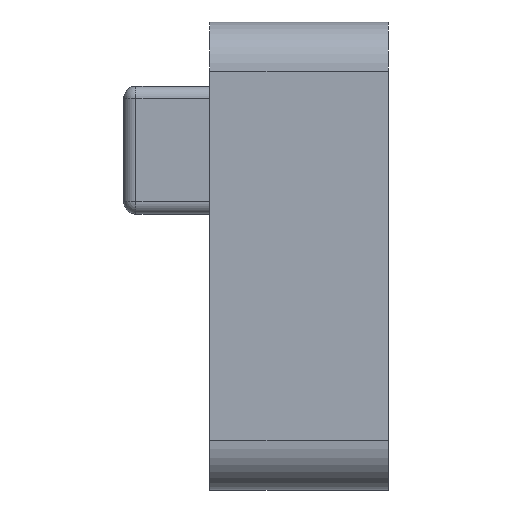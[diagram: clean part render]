
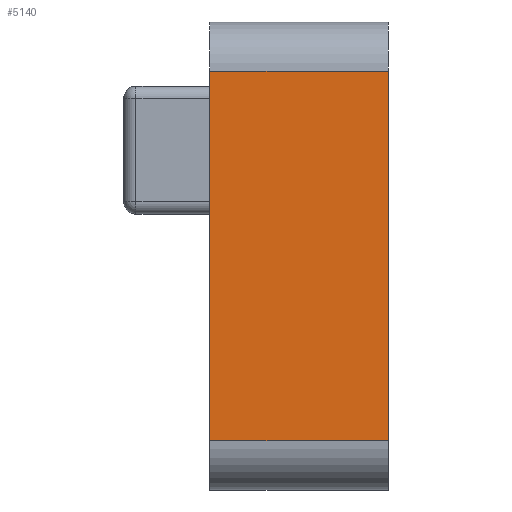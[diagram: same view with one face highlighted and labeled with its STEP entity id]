
A CAD part, front view. The second image highlights one B-rep face of the part: STEP entity #5140.
In plain terms, the highlighted planar face has unit normal (0, -1, 0).
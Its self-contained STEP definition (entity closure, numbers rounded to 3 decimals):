
#193 = LINE ( 'NONE', #8348, #15608 ) ;
#321 = DIRECTION ( 'NONE',  ( 0., 0., 1. ) ) ;
#725 = VERTEX_POINT ( 'NONE', #6978 ) ;
#2143 = EDGE_CURVE ( 'NONE', #7957, #5009, #8810, .T. ) ;
#3845 = CARTESIAN_POINT ( 'NONE',  ( -3.625, -17., 7.5 ) ) ;
#4144 = ORIENTED_EDGE ( 'NONE', *, *, #16489, .T. ) ;
#4806 = VERTEX_POINT ( 'NONE', #14704 ) ;
#5009 = VERTEX_POINT ( 'NONE', #9406 ) ;
#5140 = ADVANCED_FACE ( 'NONE', ( #7076 ), #7976, .F. ) ;
#6593 = CARTESIAN_POINT ( 'NONE',  ( -3.625, -17., 9.5 ) ) ;
#6978 = CARTESIAN_POINT ( 'NONE',  ( 3.625, -17., 7.5 ) ) ;
#7076 = FACE_OUTER_BOUND ( 'NONE', #14614, .T. ) ;
#7957 = VERTEX_POINT ( 'NONE', #3845 ) ;
#7976 = PLANE ( 'NONE',  #19771 ) ;
#8050 = CARTESIAN_POINT ( 'NONE',  ( 3.625, -17., 9.5 ) ) ;
#8348 = CARTESIAN_POINT ( 'NONE',  ( 3.625, -17., 9.5 ) ) ;
#8810 = LINE ( 'NONE', #6593, #10751 ) ;
#9406 = CARTESIAN_POINT ( 'NONE',  ( -3.625, -17., -7.5 ) ) ;
#9687 = DIRECTION ( 'NONE',  ( 0., 0., -1. ) ) ;
#10496 = CARTESIAN_POINT ( 'NONE',  ( 3.625, -17., 7.5 ) ) ;
#10568 = CARTESIAN_POINT ( 'NONE',  ( 3.625, -17., -7.5 ) ) ;
#10751 = VECTOR ( 'NONE', #9687, 1000. ) ;
#13123 = DIRECTION ( 'NONE',  ( 0., 0., -1. ) ) ;
#13936 = VECTOR ( 'NONE', #16562, 1000. ) ;
#14614 = EDGE_LOOP ( 'NONE', ( #15747, #19625, #19524, #4144 ) ) ;
#14704 = CARTESIAN_POINT ( 'NONE',  ( 3.625, -17., -7.5 ) ) ;
#14927 = EDGE_CURVE ( 'NONE', #5009, #4806, #17606, .T. ) ;
#15608 = VECTOR ( 'NONE', #13123, 1000. ) ;
#15747 = ORIENTED_EDGE ( 'NONE', *, *, #2143, .T. ) ;
#16489 = EDGE_CURVE ( 'NONE', #725, #7957, #18548, .T. ) ;
#16562 = DIRECTION ( 'NONE',  ( -1., 0., 0. ) ) ;
#16633 = VECTOR ( 'NONE', #16899, 1000. ) ;
#16899 = DIRECTION ( 'NONE',  ( 1., 0., 0. ) ) ;
#17404 = EDGE_CURVE ( 'NONE', #725, #4806, #193, .T. ) ;
#17606 = LINE ( 'NONE', #10568, #16633 ) ;
#18548 = LINE ( 'NONE', #10496, #13936 ) ;
#18789 = DIRECTION ( 'NONE',  ( 0., 1., 0. ) ) ;
#19524 = ORIENTED_EDGE ( 'NONE', *, *, #17404, .F. ) ;
#19625 = ORIENTED_EDGE ( 'NONE', *, *, #14927, .T. ) ;
#19771 = AXIS2_PLACEMENT_3D ( 'NONE', #8050, #18789, #321 ) ;
